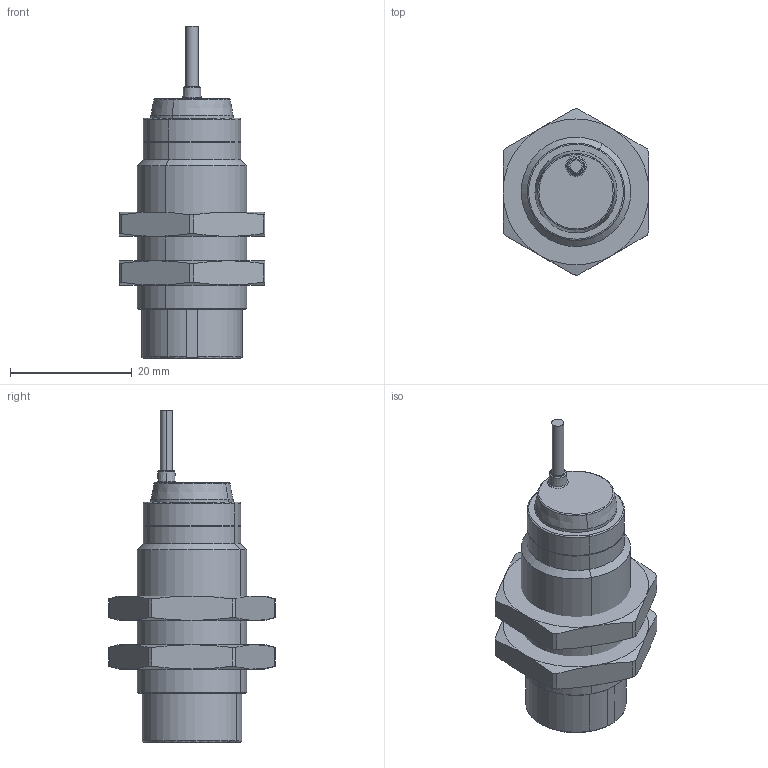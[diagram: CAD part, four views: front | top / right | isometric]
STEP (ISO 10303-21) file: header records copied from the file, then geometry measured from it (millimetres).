
FILE_DESCRIPTION(('STEP AP242'),'1');
FILE_NAME('xs4p18ab110l1.stp','2021-05-13T20:02:51',('TraceParts'),('TraceParts S.A.'),'Spatial InterOp 3D',' ',' ');
FILE_SCHEMA(('AP242_MANAGED_MODEL_BASED_3D_ENGINEERING_MIM_LF {1 0 10303 442 1 1 4}'));
Length unit declared in the file: millimetre
Products named in the file (1): xs4p18ab110l1_1
Bounding box: 24 x 27.41 x 54.6 mm (x, y, z)
Volume: 5719 mm3; surface area: 7768.3 mm2
Topology: 4 solids, 4 shells, 134 faces, 298 edges, 182 vertices
Faces by surface type: cone 47, plane 44, cylinder 28, torus 15
Entity records: 4043 total; most frequent: CARTESIAN_POINT 1040, DIRECTION 641, ORIENTED_EDGE 596, EDGE_CURVE 298, AXIS2_PLACEMENT_3D 281, VERTEX_POINT 182, EDGE_LOOP 148, CIRCLE 143
